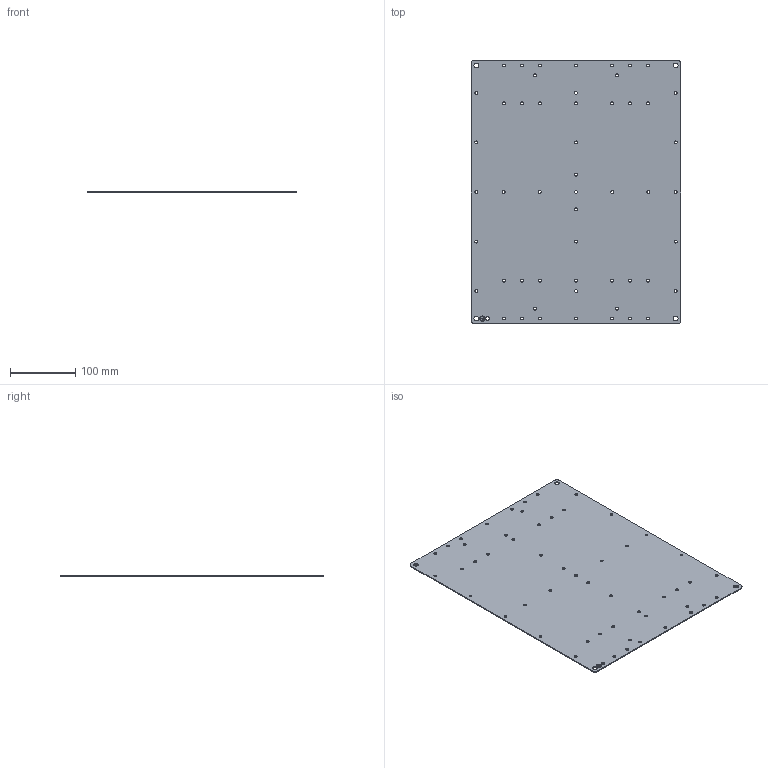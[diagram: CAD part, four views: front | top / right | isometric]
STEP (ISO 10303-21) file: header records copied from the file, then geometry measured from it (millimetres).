
FILE_DESCRIPTION(('CATIA V5R24 STEP','CAx-IF Rec.Pracs.--- Model Styling and Organization---1.2---2011-12-15'),'2;1');
FILE_NAME ('D1461572_0_2022590000_2022590000.stp','2018-02-22T08:36:13+00:00',('none'),('Weidmueller'),'CATIA Version 5-6 Release 2014 SP4 HF52','CATIA V5 STEP AP214','none');
FILE_SCHEMA(('AUTOMOTIVE_DESIGN { 1 0 10303 214 1 1 1 1 }'));
Length unit declared in the file: millimetre
Products named in the file (1): MOPL_KTB_458x382_H
Bounding box: 321 x 403 x 1.5 mm (x, y, z)
Volume: 192462.1 mm3; surface area: 260072.9 mm2
Topology: 1 solids, 1 shells, 267 faces, 780 edges, 520 vertices
Faces by surface type: cylinder 240, plane 27
Entity records: 9855 total; most frequent: CARTESIAN_POINT 2741, ORIENTED_EDGE 1560, DIRECTION 1064, EDGE_CURVE 780, VERTEX_POINT 520, AXIS2_PLACEMENT_3D 505, EDGE_LOOP 388, VECTOR 300
